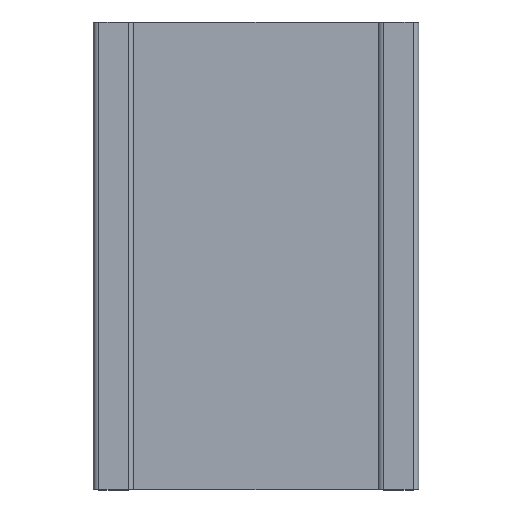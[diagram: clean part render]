
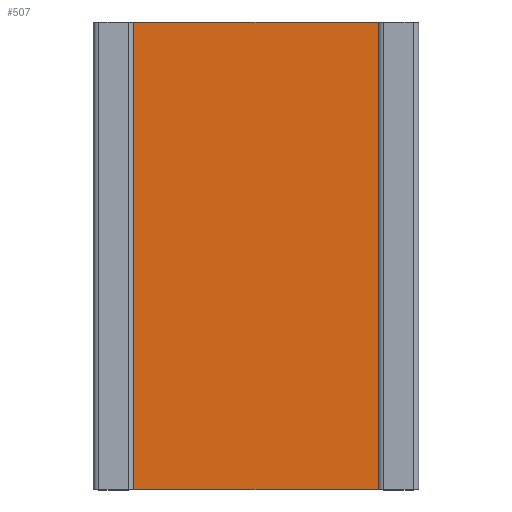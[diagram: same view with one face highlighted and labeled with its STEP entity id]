
A CAD part, top view. The second image highlights one B-rep face of the part: STEP entity #507.
In plain terms, the highlighted planar face has unit normal (0, 0, 1).
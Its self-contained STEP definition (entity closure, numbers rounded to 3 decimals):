
#13=DIRECTION('',(0.,0.,1.));
#34=VECTOR('',#35,1.);
#35=DIRECTION('',(0.,1.,0.));
#47=DIRECTION('',(1.,0.,0.));
#58=VECTOR('',#47,1.);
#315=CARTESIAN_POINT('',(1.2,-2.3,0.55));
#340=VERTEX_POINT('',#341);
#341=CARTESIAN_POINT('',(-1.2,-2.3,0.55));
#343=ORIENTED_EDGE('',*,*,#344,.T.);
#344=EDGE_CURVE('',#340,#345,#346,.T.);
#345=VERTEX_POINT('',#315);
#346=LINE('',#341,#58);
#359=VERTEX_POINT('',#360);
#360=CARTESIAN_POINT('',(-1.2,2.3,0.55));
#362=ORIENTED_EDGE('',*,*,#363,.F.);
#363=EDGE_CURVE('',#340,#359,#364,.T.);
#364=LINE('',#341,#34);
#398=CARTESIAN_POINT('',(1.2,2.3,0.55));
#422=EDGE_CURVE('',#359,#423,#424,.T.);
#423=VERTEX_POINT('',#398);
#424=LINE('',#360,#58);
#503=EDGE_CURVE('',#345,#423,#504,.T.);
#504=LINE('',#315,#34);
#507=ADVANCED_FACE('',(#508),#512,.T.);
#508=FACE_BOUND('',#509,.T.);
#509=EDGE_LOOP('',(#362,#343,#510,#511));
#510=ORIENTED_EDGE('',*,*,#503,.T.);
#511=ORIENTED_EDGE('',*,*,#422,.F.);
#512=PLANE('',#513);
#513=AXIS2_PLACEMENT_3D('',#341,#13,#47);
